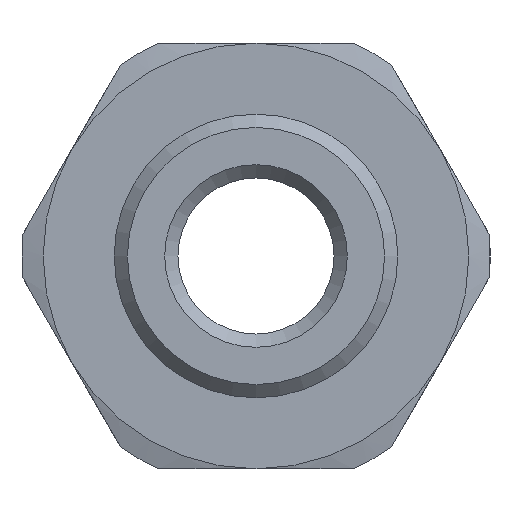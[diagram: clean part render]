
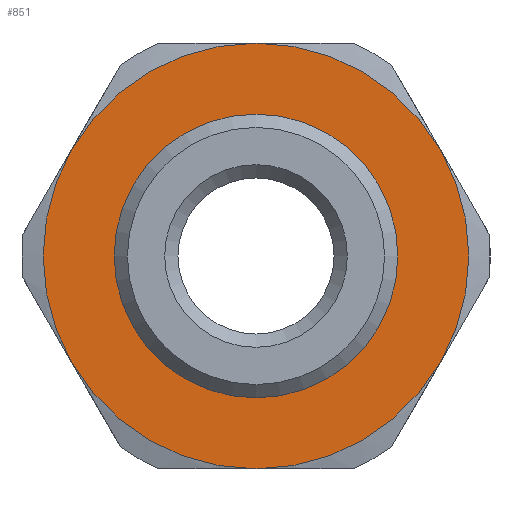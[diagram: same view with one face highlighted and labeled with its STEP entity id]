
A CAD part, left-side view. The second image highlights one B-rep face of the part: STEP entity #851.
In plain terms, the highlighted planar face has unit normal (-1, 0, 0).
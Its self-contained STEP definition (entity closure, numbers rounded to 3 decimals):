
#10 = CARTESIAN_POINT ( 'NONE',  ( 15.3, -10.392, -6. ) ) ;
#50 = CARTESIAN_POINT ( 'NONE',  ( 15.3, 0., -8. ) ) ;
#61 = DIRECTION ( 'NONE',  ( -1., 0., 0. ) ) ;
#69 = DIRECTION ( 'NONE',  ( 1., 0., 0. ) ) ;
#216 = CARTESIAN_POINT ( 'NONE',  ( 15.3, 10.392, -6. ) ) ;
#231 = VERTEX_POINT ( 'NONE', #10 ) ;
#302 = AXIS2_PLACEMENT_3D ( 'NONE', #5082, #61, #1311 ) ;
#340 = CIRCLE ( 'NONE', #990, 12. ) ;
#361 = AXIS2_PLACEMENT_3D ( 'NONE', #948, #4181, #472 ) ;
#373 = DIRECTION ( 'NONE',  ( 1., 0., 0. ) ) ;
#467 = EDGE_CURVE ( 'NONE', #5364, #5364, #1636, .T. ) ;
#472 = DIRECTION ( 'NONE',  ( 0., 0., -1. ) ) ;
#521 = ORIENTED_EDGE ( 'NONE', *, *, #3972, .T. ) ;
#722 = AXIS2_PLACEMENT_3D ( 'NONE', #4784, #2693, #1017 ) ;
#800 = CARTESIAN_POINT ( 'NONE',  ( 15.3, -10.392, 6. ) ) ;
#847 = AXIS2_PLACEMENT_3D ( 'NONE', #2881, #4547, #1896 ) ;
#851 = ADVANCED_FACE ( 'NONE', ( #2014, #1416 ), #5969, .F. ) ;
#948 = CARTESIAN_POINT ( 'NONE',  ( 15.3, 0., 0. ) ) ;
#990 = AXIS2_PLACEMENT_3D ( 'NONE', #1525, #69, #2443 ) ;
#1003 = CARTESIAN_POINT ( 'NONE',  ( 15.3, 0., 12. ) ) ;
#1017 = DIRECTION ( 'NONE',  ( 0., 0., -1. ) ) ;
#1087 = AXIS2_PLACEMENT_3D ( 'NONE', #1978, #2373, #3256 ) ;
#1099 = EDGE_LOOP ( 'NONE', ( #4909, #3941, #1359, #3751, #521, #3808 ) ) ;
#1189 = CIRCLE ( 'NONE', #1087, 12. ) ;
#1311 = DIRECTION ( 'NONE',  ( 0., 0., 1. ) ) ;
#1359 = ORIENTED_EDGE ( 'NONE', *, *, #2764, .F. ) ;
#1416 = FACE_OUTER_BOUND ( 'NONE', #1099, .T. ) ;
#1467 = EDGE_CURVE ( 'NONE', #2621, #2896, #1923, .T. ) ;
#1525 = CARTESIAN_POINT ( 'NONE',  ( 15.3, 0., 0. ) ) ;
#1636 = CIRCLE ( 'NONE', #3225, 8. ) ;
#1896 = DIRECTION ( 'NONE',  ( 0., 0., -1. ) ) ;
#1923 = CIRCLE ( 'NONE', #847, 12. ) ;
#1978 = CARTESIAN_POINT ( 'NONE',  ( 15.3, 0., 0. ) ) ;
#2014 = FACE_BOUND ( 'NONE', #3045, .T. ) ;
#2244 = CARTESIAN_POINT ( 'NONE',  ( 15.3, 0., 0. ) ) ;
#2373 = DIRECTION ( 'NONE',  ( 1., 0., 0. ) ) ;
#2374 = CARTESIAN_POINT ( 'NONE',  ( 15.3, 0., 0. ) ) ;
#2403 = ORIENTED_EDGE ( 'NONE', *, *, #467, .T. ) ;
#2443 = DIRECTION ( 'NONE',  ( 0., 0., -1. ) ) ;
#2621 = VERTEX_POINT ( 'NONE', #216 ) ;
#2629 = VERTEX_POINT ( 'NONE', #2648 ) ;
#2648 = CARTESIAN_POINT ( 'NONE',  ( 15.3, 0., -12. ) ) ;
#2693 = DIRECTION ( 'NONE',  ( 1., 0., 0. ) ) ;
#2723 = DIRECTION ( 'NONE',  ( 0., 0., -1. ) ) ;
#2764 = EDGE_CURVE ( 'NONE', #3039, #231, #1189, .T. ) ;
#2773 = CIRCLE ( 'NONE', #302, 12. ) ;
#2800 = DIRECTION ( 'NONE',  ( 1., 0., 0. ) ) ;
#2881 = CARTESIAN_POINT ( 'NONE',  ( 15.3, 0., 0. ) ) ;
#2896 = VERTEX_POINT ( 'NONE', #4269 ) ;
#3039 = VERTEX_POINT ( 'NONE', #800 ) ;
#3045 = EDGE_LOOP ( 'NONE', ( #2403 ) ) ;
#3225 = AXIS2_PLACEMENT_3D ( 'NONE', #2374, #2800, #5531 ) ;
#3256 = DIRECTION ( 'NONE',  ( 0., 0., -1. ) ) ;
#3751 = ORIENTED_EDGE ( 'NONE', *, *, #6030, .F. ) ;
#3808 = ORIENTED_EDGE ( 'NONE', *, *, #1467, .F. ) ;
#3820 = VERTEX_POINT ( 'NONE', #1003 ) ;
#3941 = ORIENTED_EDGE ( 'NONE', *, *, #5745, .F. ) ;
#3972 = EDGE_CURVE ( 'NONE', #3820, #2896, #2773, .T. ) ;
#4181 = DIRECTION ( 'NONE',  ( 1., 0., 0. ) ) ;
#4269 = CARTESIAN_POINT ( 'NONE',  ( 15.3, 10.392, 6. ) ) ;
#4547 = DIRECTION ( 'NONE',  ( 1., 0., 0. ) ) ;
#4784 = CARTESIAN_POINT ( 'NONE',  ( 15.3, 8., 0. ) ) ;
#4909 = ORIENTED_EDGE ( 'NONE', *, *, #5398, .F. ) ;
#5082 = CARTESIAN_POINT ( 'NONE',  ( 15.3, 0., 0. ) ) ;
#5364 = VERTEX_POINT ( 'NONE', #50 ) ;
#5398 = EDGE_CURVE ( 'NONE', #2629, #2621, #5418, .T. ) ;
#5418 = CIRCLE ( 'NONE', #361, 12. ) ;
#5531 = DIRECTION ( 'NONE',  ( 0., 0., -1. ) ) ;
#5556 = AXIS2_PLACEMENT_3D ( 'NONE', #2244, #373, #2723 ) ;
#5645 = CIRCLE ( 'NONE', #5556, 12. ) ;
#5745 = EDGE_CURVE ( 'NONE', #231, #2629, #340, .T. ) ;
#5969 = PLANE ( 'NONE',  #722 ) ;
#6030 = EDGE_CURVE ( 'NONE', #3820, #3039, #5645, .T. ) ;
